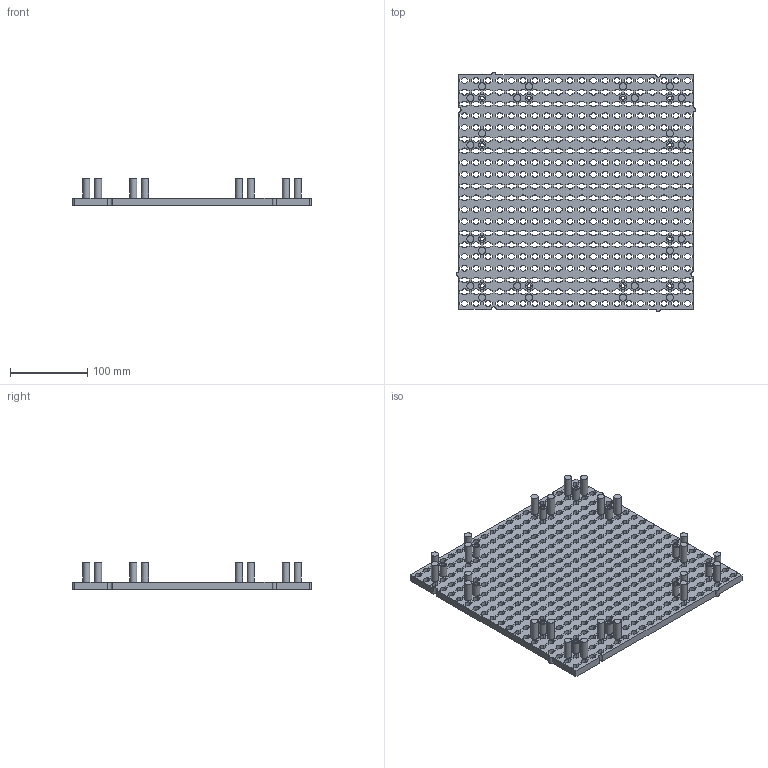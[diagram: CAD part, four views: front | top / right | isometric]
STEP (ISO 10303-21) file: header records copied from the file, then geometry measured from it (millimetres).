
FILE_DESCRIPTION(/* description */ (''),/* implementation_level */ '2;1');
FILE_NAME(/* name */ 'QB-TILE (14L203RP_00).stp',/* time_stamp */ '2015-10-22T13:25:46-04:00',/* author */ (''),/* organization */ (''),/* preprocessor_version */ 'ST-DEVELOPER v15',/* originating_system */ 'SIEMENS PLM Software NX 8.5',/* authorisation */ '');
FILE_SCHEMA (('CONFIG_CONTROL_DESIGN'));
Products named in the file (1): 14L203RP_00
Bounding box: 310.34 x 310.34 x 35.03 mm (x, y, z)
Volume: 683332.2 mm3; surface area: 318084.8 mm2
Topology: 1 solids, 1 shells, 3366 faces, 9983 edges, 6679 vertices
Faces by surface type: plane 2474, cylinder 880, cone 12
Full cylindrical faces by diameter (mm): 5.334 x36, 9.22 x36
Entity records: 112634 total; most frequent: CARTESIAN_POINT 19779, ORIENTED_EDGE 19632, DIRECTION 18322, EDGE_CURVE 9816, LINE 8044, VECTOR 8044, VERTEX_POINT 6596, AXIS2_PLACEMENT_3D 5139
